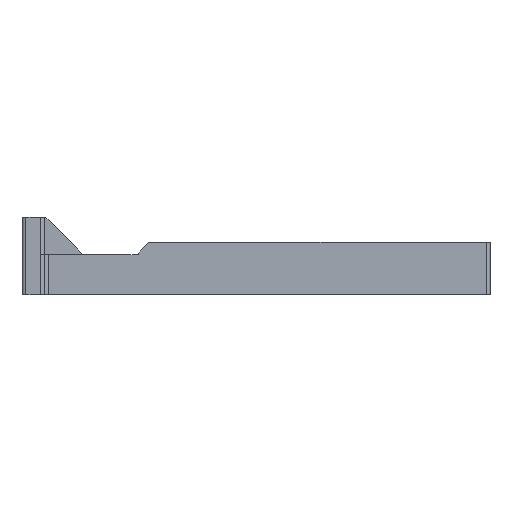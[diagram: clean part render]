
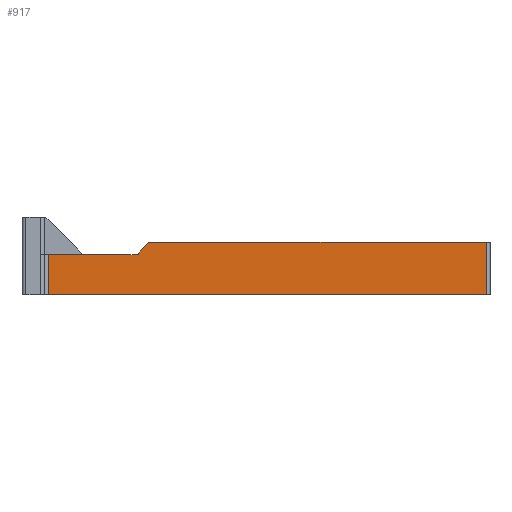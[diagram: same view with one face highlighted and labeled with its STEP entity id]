
A CAD part, front view. The second image highlights one B-rep face of the part: STEP entity #917.
In plain terms, the highlighted planar face has unit normal (0, -1, 0).
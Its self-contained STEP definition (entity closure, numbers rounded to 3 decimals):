
#21 = EDGE_CURVE('',#22,#24,#26,.T.);
#22 = VERTEX_POINT('',#23);
#23 = CARTESIAN_POINT('',(7.,-25.15,0.));
#24 = VERTEX_POINT('',#25);
#25 = CARTESIAN_POINT('',(124.,-25.15,0.));
#26 = SURFACE_CURVE('',#27,(#31,#43),.PCURVE_S1.);
#27 = LINE('',#28,#29);
#28 = CARTESIAN_POINT('',(6.,-25.15,0.));
#29 = VECTOR('',#30,1.);
#30 = DIRECTION('',(1.,0.,0.));
#31 = PCURVE('',#32,#37);
#32 = PLANE('',#33);
#33 = AXIS2_PLACEMENT_3D('',#34,#35,#36);
#34 = CARTESIAN_POINT('',(0.,-37.65,0.));
#35 = DIRECTION('',(0.,0.,1.));
#36 = DIRECTION('',(0.,1.,0.));
#37 = DEFINITIONAL_REPRESENTATION('',(#38),#42);
#38 = LINE('',#39,#40);
#39 = CARTESIAN_POINT('',(12.5,-6.));
#40 = VECTOR('',#41,1.);
#41 = DIRECTION('',(0.,-1.));
#42 = ( GEOMETRIC_REPRESENTATION_CONTEXT(2) 
PARAMETRIC_REPRESENTATION_CONTEXT() REPRESENTATION_CONTEXT('2D SPACE',''
  ) );
#43 = PCURVE('',#44,#49);
#44 = PLANE('',#45);
#45 = AXIS2_PLACEMENT_3D('',#46,#47,#48);
#46 = CARTESIAN_POINT('',(6.,-25.15,0.));
#47 = DIRECTION('',(0.,-1.,0.));
#48 = DIRECTION('',(0.,0.,1.));
#49 = DEFINITIONAL_REPRESENTATION('',(#50),#54);
#50 = LINE('',#51,#52);
#51 = CARTESIAN_POINT('',(0.,0.));
#52 = VECTOR('',#53,1.);
#53 = DIRECTION('',(0.,-1.));
#54 = ( GEOMETRIC_REPRESENTATION_CONTEXT(2) 
PARAMETRIC_REPRESENTATION_CONTEXT() REPRESENTATION_CONTEXT('2D SPACE',''
  ) );
#73 = CYLINDRICAL_SURFACE('',#74,1.);
#74 = AXIS2_PLACEMENT_3D('',#75,#76,#77);
#75 = CARTESIAN_POINT('',(124.,-24.15,14.));
#76 = DIRECTION('',(0.,0.,-1.));
#77 = DIRECTION('',(0.,-1.,0.));
#486 = CYLINDRICAL_SURFACE('',#487,1.);
#487 = AXIS2_PLACEMENT_3D('',#488,#489,#490);
#488 = CARTESIAN_POINT('',(7.,-26.15,0.));
#489 = DIRECTION('',(0.,0.,1.));
#490 = DIRECTION('',(-0.,1.,0.));
#917 = ADVANCED_FACE('',(#918),#44,.T.);
#918 = FACE_BOUND('',#919,.T.);
#919 = EDGE_LOOP('',(#920,#921,#944,#970,#998,#1024,#1050));
#920 = ORIENTED_EDGE('',*,*,#21,.T.);
#921 = ORIENTED_EDGE('',*,*,#922,.F.);
#922 = EDGE_CURVE('',#923,#24,#925,.T.);
#923 = VERTEX_POINT('',#924);
#924 = CARTESIAN_POINT('',(124.,-25.15,14.));
#925 = SURFACE_CURVE('',#926,(#930,#937),.PCURVE_S1.);
#926 = LINE('',#927,#928);
#927 = CARTESIAN_POINT('',(124.,-25.15,14.));
#928 = VECTOR('',#929,1.);
#929 = DIRECTION('',(0.,0.,-1.));
#930 = PCURVE('',#44,#931);
#931 = DEFINITIONAL_REPRESENTATION('',(#932),#936);
#932 = LINE('',#933,#934);
#933 = CARTESIAN_POINT('',(14.,-118.));
#934 = VECTOR('',#935,1.);
#935 = DIRECTION('',(-1.,0.));
#936 = ( GEOMETRIC_REPRESENTATION_CONTEXT(2) 
PARAMETRIC_REPRESENTATION_CONTEXT() REPRESENTATION_CONTEXT('2D SPACE',''
  ) );
#937 = PCURVE('',#73,#938);
#938 = DEFINITIONAL_REPRESENTATION('',(#939),#943);
#939 = LINE('',#940,#941);
#940 = CARTESIAN_POINT('',(-0.,0.));
#941 = VECTOR('',#942,1.);
#942 = DIRECTION('',(-0.,1.));
#943 = ( GEOMETRIC_REPRESENTATION_CONTEXT(2) 
PARAMETRIC_REPRESENTATION_CONTEXT() REPRESENTATION_CONTEXT('2D SPACE',''
  ) );
#944 = ORIENTED_EDGE('',*,*,#945,.F.);
#945 = EDGE_CURVE('',#946,#923,#948,.T.);
#946 = VERTEX_POINT('',#947);
#947 = CARTESIAN_POINT('',(33.85,-25.15,14.));
#948 = SURFACE_CURVE('',#949,(#953,#959),.PCURVE_S1.);
#949 = LINE('',#950,#951);
#950 = CARTESIAN_POINT('',(18.5,-25.15,14.));
#951 = VECTOR('',#952,1.);
#952 = DIRECTION('',(1.,0.,-0.));
#953 = PCURVE('',#44,#954);
#954 = DEFINITIONAL_REPRESENTATION('',(#955),#958);
#955 = B_SPLINE_CURVE_WITH_KNOTS('',1,(#956,#957),.UNSPECIFIED.,.F.,.F.,
  (2,2),(3.1,115.9),.PIECEWISE_BEZIER_KNOTS.);
#956 = CARTESIAN_POINT('',(14.,-15.6));
#957 = CARTESIAN_POINT('',(14.,-128.4));
#958 = ( GEOMETRIC_REPRESENTATION_CONTEXT(2) 
PARAMETRIC_REPRESENTATION_CONTEXT() REPRESENTATION_CONTEXT('2D SPACE',''
  ) );
#959 = PCURVE('',#960,#965);
#960 = PLANE('',#961);
#961 = AXIS2_PLACEMENT_3D('',#962,#963,#964);
#962 = CARTESIAN_POINT('',(31.,-37.65,14.));
#963 = DIRECTION('',(0.,0.,1.));
#964 = DIRECTION('',(0.,1.,0.));
#965 = DEFINITIONAL_REPRESENTATION('',(#966),#969);
#966 = B_SPLINE_CURVE_WITH_KNOTS('',1,(#967,#968),.UNSPECIFIED.,.F.,.F.,
  (2,2),(3.1,115.9),.PIECEWISE_BEZIER_KNOTS.);
#967 = CARTESIAN_POINT('',(12.5,9.4));
#968 = CARTESIAN_POINT('',(12.5,-103.4));
#969 = ( GEOMETRIC_REPRESENTATION_CONTEXT(2) 
PARAMETRIC_REPRESENTATION_CONTEXT() REPRESENTATION_CONTEXT('2D SPACE',''
  ) );
#970 = ORIENTED_EDGE('',*,*,#971,.T.);
#971 = EDGE_CURVE('',#946,#972,#974,.T.);
#972 = VERTEX_POINT('',#973);
#973 = CARTESIAN_POINT('',(31.,-25.15,11.15));
#974 = SURFACE_CURVE('',#975,(#979,#986),.PCURVE_S1.);
#975 = LINE('',#976,#977);
#976 = CARTESIAN_POINT('',(22.675,-25.15,2.825));
#977 = VECTOR('',#978,1.);
#978 = DIRECTION('',(-0.707,-0.,-0.707));
#979 = PCURVE('',#44,#980);
#980 = DEFINITIONAL_REPRESENTATION('',(#981),#985);
#981 = LINE('',#982,#983);
#982 = CARTESIAN_POINT('',(2.825,-16.675));
#983 = VECTOR('',#984,1.);
#984 = DIRECTION('',(-0.707,0.707));
#985 = ( GEOMETRIC_REPRESENTATION_CONTEXT(2) 
PARAMETRIC_REPRESENTATION_CONTEXT() REPRESENTATION_CONTEXT('2D SPACE',''
  ) );
#986 = PCURVE('',#987,#992);
#987 = PLANE('',#988);
#988 = AXIS2_PLACEMENT_3D('',#989,#990,#991);
#989 = CARTESIAN_POINT('',(32.425,-25.15,12.575));
#990 = DIRECTION('',(0.707,0.,-0.707));
#991 = DIRECTION('',(-0.,-1.,-0.));
#992 = DEFINITIONAL_REPRESENTATION('',(#993),#997);
#993 = LINE('',#994,#995);
#994 = CARTESIAN_POINT('',(-0.,13.789));
#995 = VECTOR('',#996,1.);
#996 = DIRECTION('',(0.,1.));
#997 = ( GEOMETRIC_REPRESENTATION_CONTEXT(2) 
PARAMETRIC_REPRESENTATION_CONTEXT() REPRESENTATION_CONTEXT('2D SPACE',''
  ) );
#998 = ORIENTED_EDGE('',*,*,#999,.T.);
#999 = EDGE_CURVE('',#972,#1000,#1002,.T.);
#1000 = VERTEX_POINT('',#1001);
#1001 = CARTESIAN_POINT('',(31.,-25.15,10.75));
#1002 = SURFACE_CURVE('',#1003,(#1007,#1013),.PCURVE_S1.);
#1003 = LINE('',#1004,#1005);
#1004 = CARTESIAN_POINT('',(31.,-25.15,10.563));
#1005 = VECTOR('',#1006,1.);
#1006 = DIRECTION('',(0.,0.,-1.));
#1007 = PCURVE('',#44,#1008);
#1008 = DEFINITIONAL_REPRESENTATION('',(#1009),#1012);
#1009 = B_SPLINE_CURVE_WITH_KNOTS('',1,(#1010,#1011),.UNSPECIFIED.,.F.,
  .F.,(2,2),(-12.263,1.888),.PIECEWISE_BEZIER_KNOTS.);
#1010 = CARTESIAN_POINT('',(22.825,-25.));
#1011 = CARTESIAN_POINT('',(8.675,-25.));
#1012 = ( GEOMETRIC_REPRESENTATION_CONTEXT(2) 
PARAMETRIC_REPRESENTATION_CONTEXT() REPRESENTATION_CONTEXT('2D SPACE',''
  ) );
#1013 = PCURVE('',#1014,#1019);
#1014 = PLANE('',#1015);
#1015 = AXIS2_PLACEMENT_3D('',#1016,#1017,#1018);
#1016 = CARTESIAN_POINT('',(31.,0.,21.125));
#1017 = DIRECTION('',(1.,0.,0.));
#1018 = DIRECTION('',(0.,0.,1.));
#1019 = DEFINITIONAL_REPRESENTATION('',(#1020),#1023);
#1020 = B_SPLINE_CURVE_WITH_KNOTS('',1,(#1021,#1022),.UNSPECIFIED.,.F.,
  .F.,(2,2),(-12.263,1.888),.PIECEWISE_BEZIER_KNOTS.);
#1021 = CARTESIAN_POINT('',(1.7,25.15));
#1022 = CARTESIAN_POINT('',(-12.45,25.15));
#1023 = ( GEOMETRIC_REPRESENTATION_CONTEXT(2) 
PARAMETRIC_REPRESENTATION_CONTEXT() REPRESENTATION_CONTEXT('2D SPACE',''
  ) );
#1024 = ORIENTED_EDGE('',*,*,#1025,.F.);
#1025 = EDGE_CURVE('',#1026,#1000,#1028,.T.);
#1026 = VERTEX_POINT('',#1027);
#1027 = CARTESIAN_POINT('',(7.,-25.15,10.75));
#1028 = SURFACE_CURVE('',#1029,(#1033,#1039),.PCURVE_S1.);
#1029 = LINE('',#1030,#1031);
#1030 = CARTESIAN_POINT('',(6.,-25.15,10.75));
#1031 = VECTOR('',#1032,1.);
#1032 = DIRECTION('',(1.,0.,-0.));
#1033 = PCURVE('',#44,#1034);
#1034 = DEFINITIONAL_REPRESENTATION('',(#1035),#1038);
#1035 = B_SPLINE_CURVE_WITH_KNOTS('',1,(#1036,#1037),.UNSPECIFIED.,.F.,
  .F.,(2,2),(-2.5,27.5),.PIECEWISE_BEZIER_KNOTS.);
#1036 = CARTESIAN_POINT('',(10.75,2.5));
#1037 = CARTESIAN_POINT('',(10.75,-27.5));
#1038 = ( GEOMETRIC_REPRESENTATION_CONTEXT(2) 
PARAMETRIC_REPRESENTATION_CONTEXT() REPRESENTATION_CONTEXT('2D SPACE',''
  ) );
#1039 = PCURVE('',#1040,#1045);
#1040 = PLANE('',#1041);
#1041 = AXIS2_PLACEMENT_3D('',#1042,#1043,#1044);
#1042 = CARTESIAN_POINT('',(6.,-37.65,10.75));
#1043 = DIRECTION('',(0.,0.,1.));
#1044 = DIRECTION('',(0.,1.,0.));
#1045 = DEFINITIONAL_REPRESENTATION('',(#1046),#1049);
#1046 = B_SPLINE_CURVE_WITH_KNOTS('',1,(#1047,#1048),.UNSPECIFIED.,.F.,
  .F.,(2,2),(-2.5,27.5),.PIECEWISE_BEZIER_KNOTS.);
#1047 = CARTESIAN_POINT('',(12.5,2.5));
#1048 = CARTESIAN_POINT('',(12.5,-27.5));
#1049 = ( GEOMETRIC_REPRESENTATION_CONTEXT(2) 
PARAMETRIC_REPRESENTATION_CONTEXT() REPRESENTATION_CONTEXT('2D SPACE',''
  ) );
#1050 = ORIENTED_EDGE('',*,*,#1051,.F.);
#1051 = EDGE_CURVE('',#22,#1026,#1052,.T.);
#1052 = SURFACE_CURVE('',#1053,(#1057,#1064),.PCURVE_S1.);
#1053 = LINE('',#1054,#1055);
#1054 = CARTESIAN_POINT('',(7.,-25.15,0.));
#1055 = VECTOR('',#1056,1.);
#1056 = DIRECTION('',(0.,0.,1.));
#1057 = PCURVE('',#44,#1058);
#1058 = DEFINITIONAL_REPRESENTATION('',(#1059),#1063);
#1059 = LINE('',#1060,#1061);
#1060 = CARTESIAN_POINT('',(0.,-1.));
#1061 = VECTOR('',#1062,1.);
#1062 = DIRECTION('',(1.,0.));
#1063 = ( GEOMETRIC_REPRESENTATION_CONTEXT(2) 
PARAMETRIC_REPRESENTATION_CONTEXT() REPRESENTATION_CONTEXT('2D SPACE',''
  ) );
#1064 = PCURVE('',#486,#1065);
#1065 = DEFINITIONAL_REPRESENTATION('',(#1066),#1070);
#1066 = LINE('',#1067,#1068);
#1067 = CARTESIAN_POINT('',(0.,0.));
#1068 = VECTOR('',#1069,1.);
#1069 = DIRECTION('',(0.,1.));
#1070 = ( GEOMETRIC_REPRESENTATION_CONTEXT(2) 
PARAMETRIC_REPRESENTATION_CONTEXT() REPRESENTATION_CONTEXT('2D SPACE',''
  ) );
